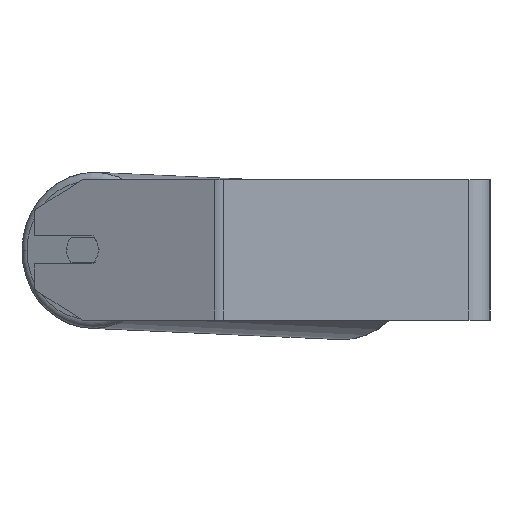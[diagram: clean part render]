
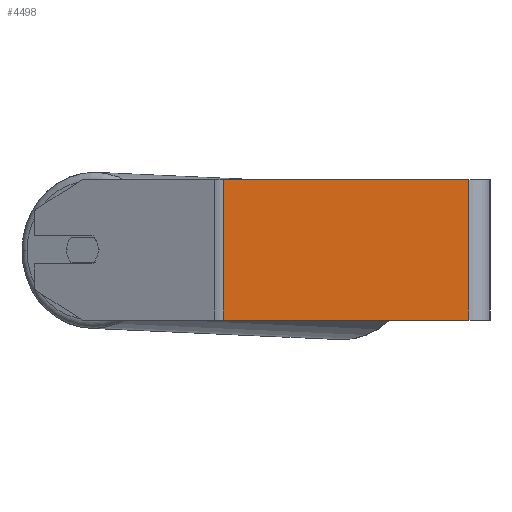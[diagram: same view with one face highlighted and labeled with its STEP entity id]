
A CAD part, left-side view. The second image highlights one B-rep face of the part: STEP entity #4498.
In plain terms, the highlighted planar face has unit normal (-1, 0, 0).
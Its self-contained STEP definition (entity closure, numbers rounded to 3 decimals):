
#30 = DIRECTION ( 'NONE',  ( 0., -1., 0. ) ) ;
#556 = CARTESIAN_POINT ( 'NONE',  ( -380., 154.696, 40. ) ) ;
#861 = EDGE_CURVE ( 'NONE', #2999, #6344, #5205, .T. ) ;
#1261 = VECTOR ( 'NONE', #30, 1000. ) ;
#1337 = CARTESIAN_POINT ( 'NONE',  ( -380., 152.035, 40. ) ) ;
#1776 = DIRECTION ( 'NONE',  ( 0., -1., 0. ) ) ;
#2676 = VECTOR ( 'NONE', #1776, 1000. ) ;
#2745 = ORIENTED_EDGE ( 'NONE', *, *, #2986, .F. ) ;
#2842 = CARTESIAN_POINT ( 'NONE',  ( -380., 152.035, 40. ) ) ;
#2947 = EDGE_CURVE ( 'NONE', #4373, #2999, #6779, .T. ) ;
#2979 = CARTESIAN_POINT ( 'NONE',  ( -380., 12., -40. ) ) ;
#2986 = EDGE_CURVE ( 'NONE', #4373, #3779, #3353, .T. ) ;
#2999 = VERTEX_POINT ( 'NONE', #5240 ) ;
#3213 = DIRECTION ( 'NONE',  ( 1., 0., 0. ) ) ;
#3353 = LINE ( 'NONE', #556, #1261 ) ;
#3465 = LINE ( 'NONE', #4658, #4597 ) ;
#3775 = DIRECTION ( 'NONE',  ( 0., 0., -1. ) ) ;
#3779 = VERTEX_POINT ( 'NONE', #4426 ) ;
#3999 = ORIENTED_EDGE ( 'NONE', *, *, #861, .T. ) ;
#4336 = VECTOR ( 'NONE', #6672, 1000. ) ;
#4349 = ORIENTED_EDGE ( 'NONE', *, *, #2947, .T. ) ;
#4373 = VERTEX_POINT ( 'NONE', #1337 ) ;
#4410 = CARTESIAN_POINT ( 'NONE',  ( -380., 154.696, 40. ) ) ;
#4426 = CARTESIAN_POINT ( 'NONE',  ( -380., 12., 40. ) ) ;
#4498 = ADVANCED_FACE ( 'NONE', ( #4809 ), #7200, .F. ) ;
#4597 = VECTOR ( 'NONE', #5282, 1000. ) ;
#4614 = ORIENTED_EDGE ( 'NONE', *, *, #4731, .F. ) ;
#4658 = CARTESIAN_POINT ( 'NONE',  ( -380., 12., 40. ) ) ;
#4731 = EDGE_CURVE ( 'NONE', #3779, #6344, #3465, .T. ) ;
#4809 = FACE_OUTER_BOUND ( 'NONE', #4855, .T. ) ;
#4855 = EDGE_LOOP ( 'NONE', ( #3999, #4614, #2745, #4349 ) ) ;
#5205 = LINE ( 'NONE', #6931, #2676 ) ;
#5240 = CARTESIAN_POINT ( 'NONE',  ( -380., 152.035, -40. ) ) ;
#5282 = DIRECTION ( 'NONE',  ( 0., 0., -1. ) ) ;
#6344 = VERTEX_POINT ( 'NONE', #2979 ) ;
#6672 = DIRECTION ( 'NONE',  ( 0., 0., -1. ) ) ;
#6697 = AXIS2_PLACEMENT_3D ( 'NONE', #4410, #3213, #3775 ) ;
#6779 = LINE ( 'NONE', #2842, #4336 ) ;
#6931 = CARTESIAN_POINT ( 'NONE',  ( -380., 154.696, -40. ) ) ;
#7200 = PLANE ( 'NONE',  #6697 ) ;
